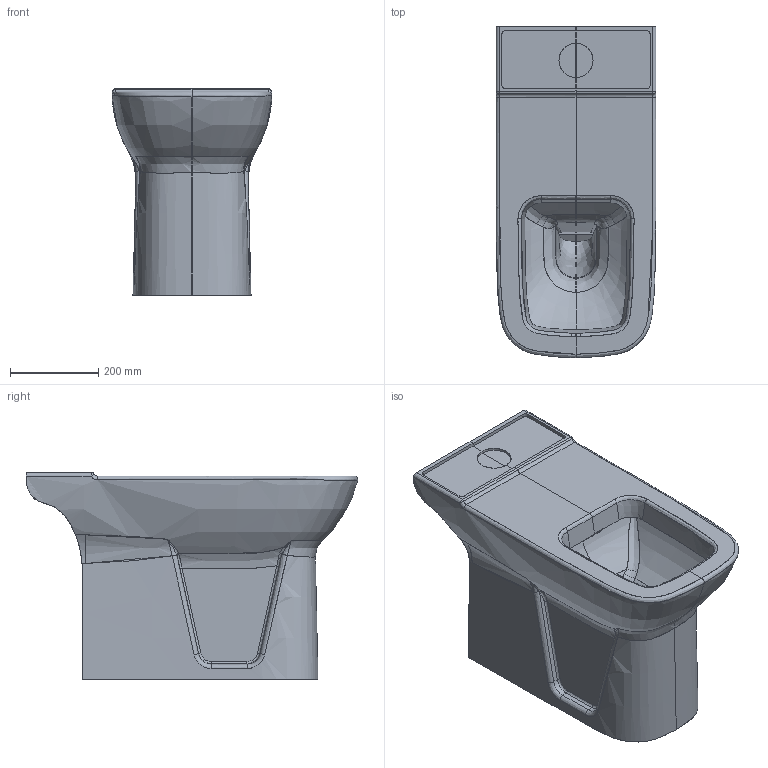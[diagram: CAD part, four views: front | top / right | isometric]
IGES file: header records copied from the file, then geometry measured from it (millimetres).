
Global section: file name: 5293.TEK.CIZ.REV2.igs; native system: NX V4.0; preprocessor: UGS NX IGES V4.0; date: 20110222.114508; units: millimetre
Bounding box: 361.27 x 749.58 x 468.03 mm (x, y, z)
Surface area: 2189361.6 mm2 (no closed solid volume)
Topology: 0 solids, 0 shells, 470 faces, 4006 edges, 4005 vertices
Faces by surface type: bspline 446, offset 24
